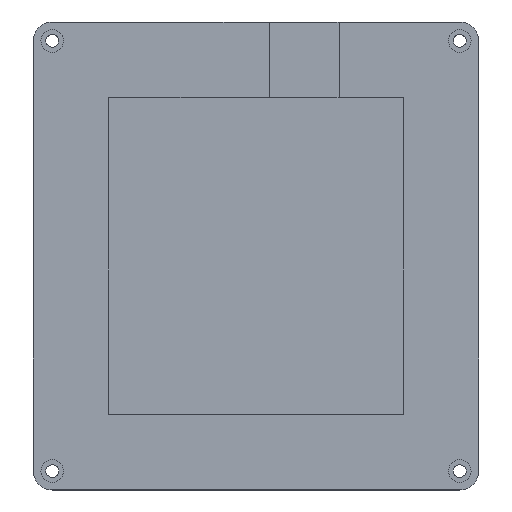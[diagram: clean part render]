
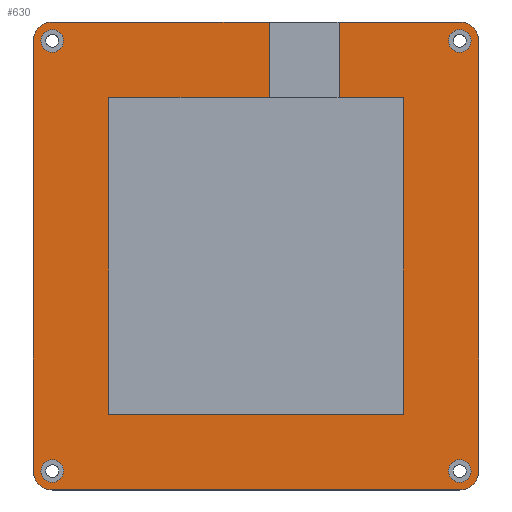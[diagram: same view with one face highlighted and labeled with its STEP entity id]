
A CAD part, top view. The second image highlights one B-rep face of the part: STEP entity #630.
In plain terms, the highlighted planar face has unit normal (0, 0, 1).
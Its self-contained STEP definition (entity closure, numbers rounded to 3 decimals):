
#31=FACE_BOUND('',#125,.T.);
#32=FACE_BOUND('',#126,.T.);
#33=FACE_BOUND('',#127,.T.);
#34=FACE_BOUND('',#128,.T.);
#47=PLANE('',#704);
#78=FACE_OUTER_BOUND('',#124,.T.);
#124=EDGE_LOOP('',(#481,#482,#483,#484,#485,#486,#487,#488,#489,#490,#491,
#492,#493,#494,#495,#496));
#125=EDGE_LOOP('',(#497));
#126=EDGE_LOOP('',(#498));
#127=EDGE_LOOP('',(#499));
#128=EDGE_LOOP('',(#500));
#163=LINE('',#1001,#215);
#164=LINE('',#1003,#216);
#165=LINE('',#1005,#217);
#166=LINE('',#1007,#218);
#167=LINE('',#1009,#219);
#168=LINE('',#1011,#220);
#169=LINE('',#1013,#221);
#170=LINE('',#1015,#222);
#171=LINE('',#1017,#223);
#172=LINE('',#1021,#224);
#173=LINE('',#1025,#225);
#174=LINE('',#1028,#226);
#215=VECTOR('',#823,10.);
#216=VECTOR('',#824,10.);
#217=VECTOR('',#825,10.);
#218=VECTOR('',#826,10.);
#219=VECTOR('',#827,10.);
#220=VECTOR('',#828,10.);
#221=VECTOR('',#829,10.);
#222=VECTOR('',#830,10.);
#223=VECTOR('',#831,10.);
#224=VECTOR('',#834,10.);
#225=VECTOR('',#837,10.);
#226=VECTOR('',#840,10.);
#273=CIRCLE('',#702,5.);
#275=CIRCLE('',#705,5.);
#276=CIRCLE('',#706,5.);
#277=CIRCLE('',#707,5.);
#278=CIRCLE('',#708,3.);
#279=CIRCLE('',#709,3.);
#280=CIRCLE('',#710,3.);
#281=CIRCLE('',#711,3.);
#305=VERTEX_POINT('',#991);
#306=VERTEX_POINT('',#992);
#309=VERTEX_POINT('',#1000);
#310=VERTEX_POINT('',#1002);
#311=VERTEX_POINT('',#1004);
#312=VERTEX_POINT('',#1006);
#313=VERTEX_POINT('',#1008);
#314=VERTEX_POINT('',#1010);
#315=VERTEX_POINT('',#1012);
#316=VERTEX_POINT('',#1014);
#317=VERTEX_POINT('',#1016);
#318=VERTEX_POINT('',#1018);
#319=VERTEX_POINT('',#1020);
#320=VERTEX_POINT('',#1022);
#321=VERTEX_POINT('',#1024);
#322=VERTEX_POINT('',#1026);
#323=VERTEX_POINT('',#1029);
#324=VERTEX_POINT('',#1031);
#325=VERTEX_POINT('',#1033);
#326=VERTEX_POINT('',#1035);
#369=EDGE_CURVE('',#305,#306,#273,.T.);
#373=EDGE_CURVE('',#305,#309,#163,.T.);
#374=EDGE_CURVE('',#309,#310,#164,.T.);
#375=EDGE_CURVE('',#310,#311,#165,.T.);
#376=EDGE_CURVE('',#311,#312,#166,.T.);
#377=EDGE_CURVE('',#312,#313,#167,.T.);
#378=EDGE_CURVE('',#313,#314,#168,.T.);
#379=EDGE_CURVE('',#314,#315,#169,.T.);
#380=EDGE_CURVE('',#315,#316,#170,.T.);
#381=EDGE_CURVE('',#316,#317,#171,.T.);
#382=EDGE_CURVE('',#318,#317,#275,.T.);
#383=EDGE_CURVE('',#318,#319,#172,.T.);
#384=EDGE_CURVE('',#320,#319,#276,.T.);
#385=EDGE_CURVE('',#320,#321,#173,.T.);
#386=EDGE_CURVE('',#322,#321,#277,.T.);
#387=EDGE_CURVE('',#322,#306,#174,.T.);
#388=EDGE_CURVE('',#323,#323,#278,.T.);
#389=EDGE_CURVE('',#324,#324,#279,.T.);
#390=EDGE_CURVE('',#325,#325,#280,.T.);
#391=EDGE_CURVE('',#326,#326,#281,.T.);
#481=ORIENTED_EDGE('',*,*,#369,.F.);
#482=ORIENTED_EDGE('',*,*,#373,.T.);
#483=ORIENTED_EDGE('',*,*,#374,.T.);
#484=ORIENTED_EDGE('',*,*,#375,.T.);
#485=ORIENTED_EDGE('',*,*,#376,.T.);
#486=ORIENTED_EDGE('',*,*,#377,.T.);
#487=ORIENTED_EDGE('',*,*,#378,.T.);
#488=ORIENTED_EDGE('',*,*,#379,.T.);
#489=ORIENTED_EDGE('',*,*,#380,.T.);
#490=ORIENTED_EDGE('',*,*,#381,.T.);
#491=ORIENTED_EDGE('',*,*,#382,.F.);
#492=ORIENTED_EDGE('',*,*,#383,.T.);
#493=ORIENTED_EDGE('',*,*,#384,.F.);
#494=ORIENTED_EDGE('',*,*,#385,.T.);
#495=ORIENTED_EDGE('',*,*,#386,.F.);
#496=ORIENTED_EDGE('',*,*,#387,.T.);
#497=ORIENTED_EDGE('',*,*,#388,.T.);
#498=ORIENTED_EDGE('',*,*,#389,.T.);
#499=ORIENTED_EDGE('',*,*,#390,.T.);
#500=ORIENTED_EDGE('',*,*,#391,.T.);
#630=ADVANCED_FACE('',(#78,#31,#32,#33,#34),#47,.T.);
#702=AXIS2_PLACEMENT_3D('',#993,#815,#816);
#704=AXIS2_PLACEMENT_3D('',#999,#821,#822);
#705=AXIS2_PLACEMENT_3D('',#1019,#832,#833);
#706=AXIS2_PLACEMENT_3D('',#1023,#835,#836);
#707=AXIS2_PLACEMENT_3D('',#1027,#838,#839);
#708=AXIS2_PLACEMENT_3D('',#1030,#841,#842);
#709=AXIS2_PLACEMENT_3D('',#1032,#843,#844);
#710=AXIS2_PLACEMENT_3D('',#1034,#845,#846);
#711=AXIS2_PLACEMENT_3D('',#1036,#847,#848);
#815=DIRECTION('center_axis',(0.,0.,-1.));
#816=DIRECTION('ref_axis',(0.707,0.707,0.));
#821=DIRECTION('center_axis',(0.,0.,1.));
#822=DIRECTION('ref_axis',(1.,0.,0.));
#823=DIRECTION('',(-1.,0.,0.));
#824=DIRECTION('',(0.,-1.,0.));
#825=DIRECTION('',(1.,0.,0.));
#826=DIRECTION('',(0.,-1.,0.));
#827=DIRECTION('',(-1.,0.,0.));
#828=DIRECTION('',(0.,1.,0.));
#829=DIRECTION('',(1.,0.,0.));
#830=DIRECTION('',(0.,1.,0.));
#831=DIRECTION('',(-1.,0.,0.));
#832=DIRECTION('center_axis',(0.,0.,-1.));
#833=DIRECTION('ref_axis',(-0.707,0.707,0.));
#834=DIRECTION('',(0.,-1.,0.));
#835=DIRECTION('center_axis',(0.,0.,-1.));
#836=DIRECTION('ref_axis',(-0.707,-0.707,0.));
#837=DIRECTION('',(1.,0.,0.));
#838=DIRECTION('center_axis',(0.,0.,-1.));
#839=DIRECTION('ref_axis',(0.707,-0.707,0.));
#840=DIRECTION('',(0.,1.,0.));
#841=DIRECTION('center_axis',(0.,0.,-1.));
#842=DIRECTION('ref_axis',(1.,0.,0.));
#843=DIRECTION('center_axis',(0.,0.,-1.));
#844=DIRECTION('ref_axis',(1.,0.,0.));
#845=DIRECTION('center_axis',(0.,0.,-1.));
#846=DIRECTION('ref_axis',(1.,0.,0.));
#847=DIRECTION('center_axis',(0.,0.,-1.));
#848=DIRECTION('ref_axis',(1.,0.,0.));
#991=CARTESIAN_POINT('',(93.,20.,13.));
#992=CARTESIAN_POINT('',(98.,15.,13.));
#993=CARTESIAN_POINT('Origin',(93.,15.,13.));
#999=CARTESIAN_POINT('Origin',(39.,-42.,13.));
#1000=CARTESIAN_POINT('',(61.,20.,13.));
#1001=CARTESIAN_POINT('',(-20.,20.,13.));
#1002=CARTESIAN_POINT('',(61.,0.,13.));
#1003=CARTESIAN_POINT('',(61.,-11.,13.));
#1004=CARTESIAN_POINT('',(78.,0.,13.));
#1005=CARTESIAN_POINT('',(0.,0.,13.));
#1006=CARTESIAN_POINT('',(78.,-84.,13.));
#1007=CARTESIAN_POINT('',(78.,0.,13.));
#1008=CARTESIAN_POINT('',(0.,-84.,13.));
#1009=CARTESIAN_POINT('',(78.,-84.,13.));
#1010=CARTESIAN_POINT('',(0.,0.,13.));
#1011=CARTESIAN_POINT('',(0.,-84.,13.));
#1012=CARTESIAN_POINT('',(42.5,0.,13.));
#1013=CARTESIAN_POINT('',(0.,0.,13.));
#1014=CARTESIAN_POINT('',(42.5,20.,13.));
#1015=CARTESIAN_POINT('',(42.5,-21.,13.));
#1016=CARTESIAN_POINT('',(-15.,20.,13.));
#1017=CARTESIAN_POINT('',(-20.,20.,13.));
#1018=CARTESIAN_POINT('',(-20.,15.,13.));
#1019=CARTESIAN_POINT('Origin',(-15.,15.,13.));
#1020=CARTESIAN_POINT('',(-20.,-99.,13.));
#1021=CARTESIAN_POINT('',(-20.,-104.,13.));
#1022=CARTESIAN_POINT('',(-15.,-104.,13.));
#1023=CARTESIAN_POINT('Origin',(-15.,-99.,13.));
#1024=CARTESIAN_POINT('',(93.,-104.,13.));
#1025=CARTESIAN_POINT('',(-20.,-104.,13.));
#1026=CARTESIAN_POINT('',(98.,-99.,13.));
#1027=CARTESIAN_POINT('Origin',(93.,-99.,13.));
#1028=CARTESIAN_POINT('',(98.,20.,13.));
#1029=CARTESIAN_POINT('',(90.,15.,13.));
#1030=CARTESIAN_POINT('Origin',(93.,15.,13.));
#1031=CARTESIAN_POINT('',(-18.,-99.,13.));
#1032=CARTESIAN_POINT('Origin',(-15.,-99.,13.));
#1033=CARTESIAN_POINT('',(-18.,15.,13.));
#1034=CARTESIAN_POINT('Origin',(-15.,15.,13.));
#1035=CARTESIAN_POINT('',(90.,-99.,13.));
#1036=CARTESIAN_POINT('Origin',(93.,-99.,13.));
